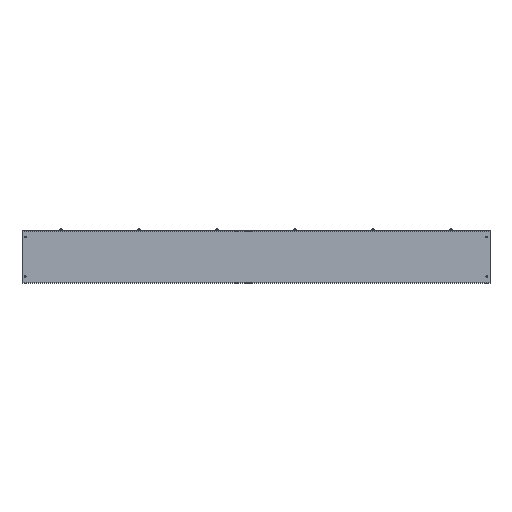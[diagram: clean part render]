
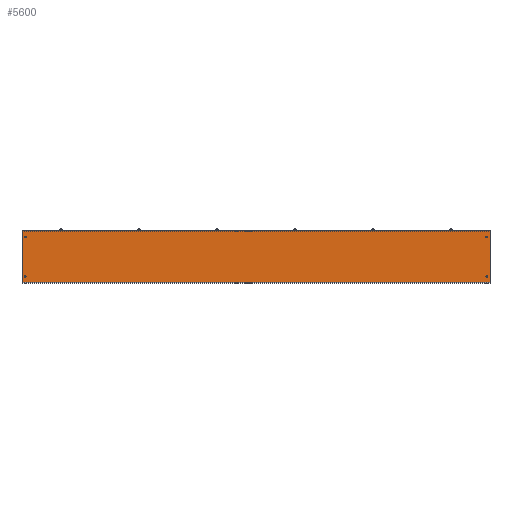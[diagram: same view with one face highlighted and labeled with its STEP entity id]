
A CAD part, left-side view. The second image highlights one B-rep face of the part: STEP entity #5600.
In plain terms, the highlighted planar face has unit normal (-1, 0, 0).
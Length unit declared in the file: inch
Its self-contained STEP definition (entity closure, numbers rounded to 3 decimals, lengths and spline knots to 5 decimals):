
#10 = CARTESIAN_POINT ( 'NONE',  ( -4.072, -35.5, 7.072 ) ) ;
#233 = DIRECTION ( 'NONE',  ( 0., 0., 1. ) ) ;
#495 = CARTESIAN_POINT ( 'NONE',  ( -4.072, 35.5, 0.867 ) ) ;
#528 = CIRCLE ( 'NONE', #2007, 0.133 ) ;
#558 = DIRECTION ( 'NONE',  ( 1., 0., 0. ) ) ;
#644 = EDGE_LOOP ( 'NONE', ( #760, #3760 ) ) ;
#670 = LINE ( 'NONE', #5580, #6681 ) ;
#682 = VERTEX_POINT ( 'NONE', #5150 ) ;
#760 = ORIENTED_EDGE ( 'NONE', *, *, #9522, .T. ) ;
#825 = VERTEX_POINT ( 'NONE', #10143 ) ;
#879 = VERTEX_POINT ( 'NONE', #15072 ) ;
#1109 = DIRECTION ( 'NONE',  ( 0., 0., 1. ) ) ;
#1139 = LINE ( 'NONE', #14113, #6522 ) ;
#1183 = CARTESIAN_POINT ( 'NONE',  ( -4.072, -36., 0.108 ) ) ;
#1336 = ORIENTED_EDGE ( 'NONE', *, *, #8056, .T. ) ;
#1351 = ORIENTED_EDGE ( 'NONE', *, *, #10087, .T. ) ;
#2007 = AXIS2_PLACEMENT_3D ( 'NONE', #13573, #6068, #8723 ) ;
#2114 = FACE_BOUND ( 'NONE', #5551, .T. ) ;
#2267 = EDGE_CURVE ( 'NONE', #11303, #13523, #14985, .T. ) ;
#2419 = DIRECTION ( 'NONE',  ( 1., 0., 0. ) ) ;
#2465 = VERTEX_POINT ( 'NONE', #13331 ) ;
#3127 = ORIENTED_EDGE ( 'NONE', *, *, #7713, .T. ) ;
#3180 = DIRECTION ( 'NONE',  ( 1., 0., 0. ) ) ;
#3354 = VERTEX_POINT ( 'NONE', #13013 ) ;
#3392 = DIRECTION ( 'NONE',  ( 0., 1., 0. ) ) ;
#3760 = ORIENTED_EDGE ( 'NONE', *, *, #11065, .T. ) ;
#4147 = EDGE_CURVE ( 'NONE', #12137, #12121, #1139, .T. ) ;
#4208 = EDGE_LOOP ( 'NONE', ( #3127, #10297 ) ) ;
#4421 = VERTEX_POINT ( 'NONE', #10658 ) ;
#4522 = AXIS2_PLACEMENT_3D ( 'NONE', #5451, #3180, #10232 ) ;
#4535 = FACE_BOUND ( 'NONE', #644, .T. ) ;
#4582 = EDGE_LOOP ( 'NONE', ( #1351, #5397 ) ) ;
#4686 = CARTESIAN_POINT ( 'NONE',  ( -4.072, 35.5, 1. ) ) ;
#4730 = CIRCLE ( 'NONE', #8219, 0.133 ) ;
#4762 = DIRECTION ( 'NONE',  ( 1., 0., 0. ) ) ;
#4842 = DIRECTION ( 'NONE',  ( 0., 0., 1. ) ) ;
#4885 = DIRECTION ( 'NONE',  ( 0., 0., -1. ) ) ;
#5150 = CARTESIAN_POINT ( 'NONE',  ( -4.072, -35.5, 0.867 ) ) ;
#5365 = EDGE_CURVE ( 'NONE', #12137, #3354, #670, .T. ) ;
#5397 = ORIENTED_EDGE ( 'NONE', *, *, #2267, .T. ) ;
#5418 = DIRECTION ( 'NONE',  ( 0., 0., 1. ) ) ;
#5451 = CARTESIAN_POINT ( 'NONE',  ( -4.072, -35.5, 1. ) ) ;
#5490 = AXIS2_PLACEMENT_3D ( 'NONE', #10, #4762, #4842 ) ;
#5551 = EDGE_LOOP ( 'NONE', ( #15137, #12564 ) ) ;
#5580 = CARTESIAN_POINT ( 'NONE',  ( -4.072, -36., 0.072 ) ) ;
#5600 = ADVANCED_FACE ( 'NONE', ( #12825, #2114, #6864, #15255, #4535 ), #6949, .T. ) ;
#5717 = VECTOR ( 'NONE', #4885, 39.37008 ) ;
#6013 = DIRECTION ( 'NONE',  ( 0., 0., 1. ) ) ;
#6051 = EDGE_CURVE ( 'NONE', #13544, #4421, #9436, .T. ) ;
#6068 = DIRECTION ( 'NONE',  ( 1., 0., 0. ) ) ;
#6207 = DIRECTION ( 'NONE',  ( 0., 1., 0. ) ) ;
#6439 = ORIENTED_EDGE ( 'NONE', *, *, #4147, .F. ) ;
#6522 = VECTOR ( 'NONE', #3392, 39.37008 ) ;
#6681 = VECTOR ( 'NONE', #5418, 39.37008 ) ;
#6762 = CIRCLE ( 'NONE', #4522, 0.133 ) ;
#6864 = FACE_BOUND ( 'NONE', #4582, .T. ) ;
#6949 = PLANE ( 'NONE',  #15152 ) ;
#7169 = EDGE_CURVE ( 'NONE', #3354, #10977, #13633, .T. ) ;
#7174 = CARTESIAN_POINT ( 'NONE',  ( -4.072, 36., 7.964 ) ) ;
#7270 = AXIS2_PLACEMENT_3D ( 'NONE', #7339, #2419, #6013 ) ;
#7339 = CARTESIAN_POINT ( 'NONE',  ( -4.072, 35.5, 7.072 ) ) ;
#7375 = CARTESIAN_POINT ( 'NONE',  ( -4.072, 36., 7.964 ) ) ;
#7713 = EDGE_CURVE ( 'NONE', #4421, #13544, #14960, .T. ) ;
#7865 = ORIENTED_EDGE ( 'NONE', *, *, #5365, .T. ) ;
#7974 = AXIS2_PLACEMENT_3D ( 'NONE', #11701, #10443, #13814 ) ;
#8056 = EDGE_CURVE ( 'NONE', #10977, #12121, #10682, .T. ) ;
#8125 = DIRECTION ( 'NONE',  ( 0., 0., 1. ) ) ;
#8219 = AXIS2_PLACEMENT_3D ( 'NONE', #14918, #558, #8668 ) ;
#8418 = CARTESIAN_POINT ( 'NONE',  ( -4.072, 35.5, 1. ) ) ;
#8560 = CARTESIAN_POINT ( 'NONE',  ( -4.072, 36., 0.072 ) ) ;
#8668 = DIRECTION ( 'NONE',  ( 0., 0., 1. ) ) ;
#8705 = VECTOR ( 'NONE', #6207, 39.37008 ) ;
#8723 = DIRECTION ( 'NONE',  ( 0., 0., 1. ) ) ;
#9320 = CARTESIAN_POINT ( 'NONE',  ( -4.072, 36., 0.0625 ) ) ;
#9436 = CIRCLE ( 'NONE', #11185, 0.133 ) ;
#9522 = EDGE_CURVE ( 'NONE', #825, #2465, #4730, .T. ) ;
#9722 = ORIENTED_EDGE ( 'NONE', *, *, #7169, .T. ) ;
#10087 = EDGE_CURVE ( 'NONE', #13523, #11303, #12248, .T. ) ;
#10143 = CARTESIAN_POINT ( 'NONE',  ( -4.072, 35.5, 7.205 ) ) ;
#10170 = CARTESIAN_POINT ( 'NONE',  ( -4.072, -35.5, 7.205 ) ) ;
#10232 = DIRECTION ( 'NONE',  ( 0., 0., 1. ) ) ;
#10297 = ORIENTED_EDGE ( 'NONE', *, *, #6051, .T. ) ;
#10378 = EDGE_CURVE ( 'NONE', #879, #682, #528, .T. ) ;
#10443 = DIRECTION ( 'NONE',  ( 1., 0., 0. ) ) ;
#10658 = CARTESIAN_POINT ( 'NONE',  ( -4.072, 35.5, 1.133 ) ) ;
#10682 = LINE ( 'NONE', #8560, #5717 ) ;
#10977 = VERTEX_POINT ( 'NONE', #7174 ) ;
#11065 = EDGE_CURVE ( 'NONE', #2465, #825, #14022, .T. ) ;
#11185 = AXIS2_PLACEMENT_3D ( 'NONE', #8418, #14227, #233 ) ;
#11303 = VERTEX_POINT ( 'NONE', #11405 ) ;
#11365 = EDGE_CURVE ( 'NONE', #682, #879, #6762, .T. ) ;
#11405 = CARTESIAN_POINT ( 'NONE',  ( -4.072, -35.5, 6.939 ) ) ;
#11660 = DIRECTION ( 'NONE',  ( 1., 0., 0. ) ) ;
#11701 = CARTESIAN_POINT ( 'NONE',  ( -4.072, -35.5, 7.072 ) ) ;
#11748 = DIRECTION ( 'NONE',  ( -1., 0., 0. ) ) ;
#12121 = VERTEX_POINT ( 'NONE', #15340 ) ;
#12137 = VERTEX_POINT ( 'NONE', #1183 ) ;
#12248 = CIRCLE ( 'NONE', #5490, 0.133 ) ;
#12564 = ORIENTED_EDGE ( 'NONE', *, *, #11365, .T. ) ;
#12825 = FACE_OUTER_BOUND ( 'NONE', #13104, .T. ) ;
#13013 = CARTESIAN_POINT ( 'NONE',  ( -4.072, -36., 7.964 ) ) ;
#13104 = EDGE_LOOP ( 'NONE', ( #1336, #6439, #7865, #9722 ) ) ;
#13331 = CARTESIAN_POINT ( 'NONE',  ( -4.072, 35.5, 6.939 ) ) ;
#13523 = VERTEX_POINT ( 'NONE', #10170 ) ;
#13544 = VERTEX_POINT ( 'NONE', #495 ) ;
#13573 = CARTESIAN_POINT ( 'NONE',  ( -4.072, -35.5, 1. ) ) ;
#13633 = LINE ( 'NONE', #7375, #8705 ) ;
#13814 = DIRECTION ( 'NONE',  ( 0., 0., 1. ) ) ;
#14022 = CIRCLE ( 'NONE', #7270, 0.133 ) ;
#14113 = CARTESIAN_POINT ( 'NONE',  ( -4.072, -36., 0.108 ) ) ;
#14227 = DIRECTION ( 'NONE',  ( 1., 0., 0. ) ) ;
#14705 = AXIS2_PLACEMENT_3D ( 'NONE', #4686, #11660, #8125 ) ;
#14918 = CARTESIAN_POINT ( 'NONE',  ( -4.072, 35.5, 7.072 ) ) ;
#14960 = CIRCLE ( 'NONE', #14705, 0.133 ) ;
#14985 = CIRCLE ( 'NONE', #7974, 0.133 ) ;
#15072 = CARTESIAN_POINT ( 'NONE',  ( -4.072, -35.5, 1.133 ) ) ;
#15137 = ORIENTED_EDGE ( 'NONE', *, *, #10378, .T. ) ;
#15152 = AXIS2_PLACEMENT_3D ( 'NONE', #9320, #11748, #1109 ) ;
#15255 = FACE_BOUND ( 'NONE', #4208, .T. ) ;
#15340 = CARTESIAN_POINT ( 'NONE',  ( -4.072, 36., 0.108 ) ) ;
